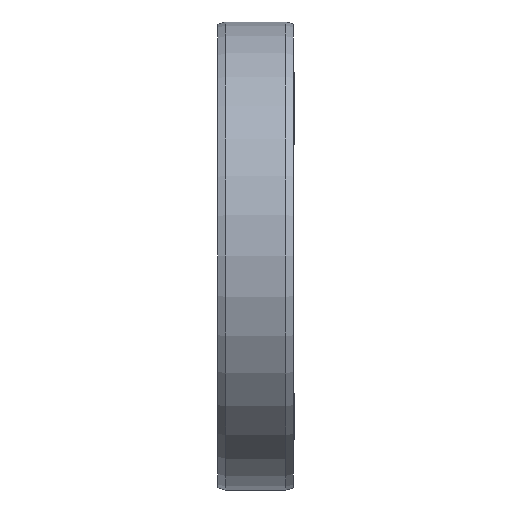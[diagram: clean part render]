
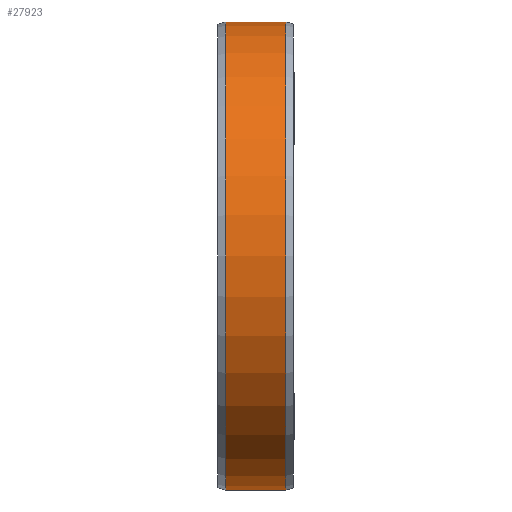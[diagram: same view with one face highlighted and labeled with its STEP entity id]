
A CAD part, left-side view. The second image highlights one B-rep face of the part: STEP entity #27923.
In plain terms, the highlighted cylindrical face has radius 31 mm (diameter 62 mm), a partial arc.
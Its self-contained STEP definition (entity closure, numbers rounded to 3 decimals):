
#26908=CARTESIAN_POINT('',(0.,-4.,0.));
#26909=DIRECTION('',(0.,1.,0.));
#26910=DIRECTION('',(0.,0.,-1.));
#26911=AXIS2_PLACEMENT_3D('',#26908,#26909,#26910);
#26916=DIRECTION('',(0.,1.,0.));
#26917=VECTOR('',#26916,8.);
#26918=CARTESIAN_POINT('',(0.,-4.,-31.));
#26919=LINE('',#26918,#26917);
#26931=DIRECTION('',(0.,1.,0.));
#26932=VECTOR('',#26931,8.);
#26933=CARTESIAN_POINT('',(0.,-4.,31.));
#26934=LINE('',#26933,#26932);
#27285=CARTESIAN_POINT('',(0.,4.,0.));
#27286=DIRECTION('',(0.,1.,0.));
#27287=DIRECTION('',(0.,0.,-1.));
#27288=AXIS2_PLACEMENT_3D('',#27285,#27286,#27287);
#27822=CARTESIAN_POINT('',(0.,-4.,-31.));
#27824=VERTEX_POINT('',#27822);
#27825=CARTESIAN_POINT('',(0.,4.,-31.));
#27826=VERTEX_POINT('',#27825);
#27852=CARTESIAN_POINT('',(0.,-4.,31.));
#27854=VERTEX_POINT('',#27852);
#27855=CARTESIAN_POINT('',(0.,4.,31.));
#27856=VERTEX_POINT('',#27855);
#27908=CARTESIAN_POINT('',(0.,-5.5,0.));
#27909=DIRECTION('',(0.,1.,0.));
#27910=DIRECTION('',(0.,0.,-1.));
#27911=AXIS2_PLACEMENT_3D('',#27908,#27909,#27910);
#27912=CYLINDRICAL_SURFACE('',#27911,31.);
#27914=ORIENTED_EDGE('',*,*,#27913,.T.);
#27916=ORIENTED_EDGE('',*,*,#27915,.T.);
#27918=ORIENTED_EDGE('',*,*,#27917,.F.);
#27920=ORIENTED_EDGE('',*,*,#27919,.F.);
#27921=EDGE_LOOP('',(#27914,#27916,#27918,#27920));
#27922=FACE_OUTER_BOUND('',#27921,.F.);
#26912=CIRCLE('',#26911,31.);
#27289=CIRCLE('',#27288,31.);
#27913=EDGE_CURVE('',#27824,#27826,#26919,.T.);
#27915=EDGE_CURVE('',#27826,#27856,#27289,.T.);
#27917=EDGE_CURVE('',#27854,#27856,#26934,.T.);
#27919=EDGE_CURVE('',#27824,#27854,#26912,.T.);
#27923=ADVANCED_FACE('',(#27922),#27912,.T.);
